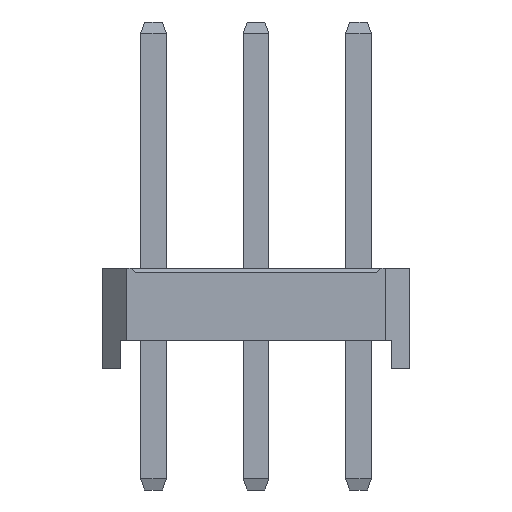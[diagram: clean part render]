
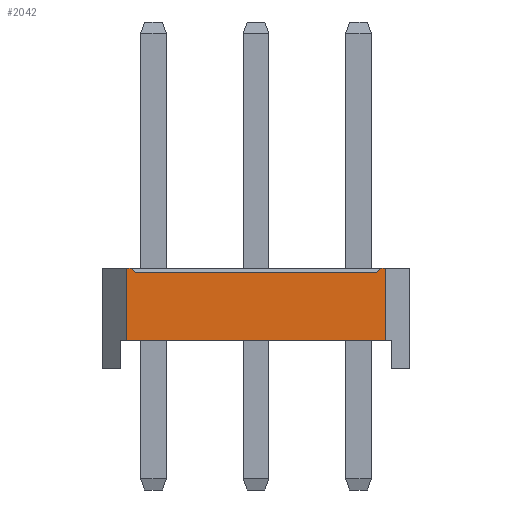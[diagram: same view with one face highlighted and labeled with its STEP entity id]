
A CAD part, left-side view. The second image highlights one B-rep face of the part: STEP entity #2042.
In plain terms, the highlighted planar face has unit normal (-1, 0, 0).
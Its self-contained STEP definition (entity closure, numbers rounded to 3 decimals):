
#2042=ADVANCED_FACE('',(#8011),#8013,.T.);
#8011=FACE_BOUND('',#8012,.T.);
#8012=EDGE_LOOP('',(#12631,#12632,#12633,#12634,#12635,#12636,#12637,#12638));
#8013=PLANE('',#8014);
#8014=AXIS2_PLACEMENT_3D('',#8015,#8016,#8017);
#8015=CARTESIAN_POINT('',(-1.27,5.75,0.));
#8016=DIRECTION('',(-1.,0.,0.));
#8017=DIRECTION('',(0.,-1.,0.));
#12631=ORIENTED_EDGE('',*,*,#15468,.F.);
#12632=ORIENTED_EDGE('',*,*,#15469,.T.);
#12633=ORIENTED_EDGE('',*,*,#15470,.F.);
#12634=ORIENTED_EDGE('',*,*,#14833,.F.);
#12635=ORIENTED_EDGE('',*,*,#15471,.F.);
#12636=ORIENTED_EDGE('',*,*,#14622,.T.);
#12637=ORIENTED_EDGE('',*,*,#15467,.T.);
#12638=ORIENTED_EDGE('',*,*,#14837,.F.);
#14622=EDGE_CURVE('',#16264,#16262,#16265,.T.);
#14833=EDGE_CURVE('',#16684,#16686,#16687,.T.);
#14837=EDGE_CURVE('',#16692,#16694,#16695,.T.);
#15467=EDGE_CURVE('',#16262,#16694,#17733,.T.);
#15468=EDGE_CURVE('',#17734,#16692,#17735,.F.);
#15469=EDGE_CURVE('',#17734,#17736,#17737,.T.);
#15470=EDGE_CURVE('',#16686,#17736,#17738,.F.);
#15471=EDGE_CURVE('',#16264,#16684,#17739,.T.);
#16262=VERTEX_POINT('',#18916);
#16264=VERTEX_POINT('',#18920);
#16265=LINE('',#18921,#18922);
#16684=VERTEX_POINT('',#19760);
#16686=VERTEX_POINT('',#19764);
#16687=LINE('',#19765,#19766);
#16692=VERTEX_POINT('',#19776);
#16694=VERTEX_POINT('',#19780);
#16695=LINE('',#19781,#19782);
#17733=LINE('',#22079,#22080);
#17734=VERTEX_POINT('',#22082);
#17735=LINE('',#22083,#22084);
#17736=VERTEX_POINT('',#22086);
#17737=LINE('',#22087,#22088);
#17738=LINE('',#22090,#22091);
#17739=LINE('',#22093,#22094);
#18916=CARTESIAN_POINT('',(-1.27,-0.67,0.7));
#18920=CARTESIAN_POINT('',(-1.27,5.75,0.7));
#18921=CARTESIAN_POINT('',(-1.27,5.75,0.7));
#18922=VECTOR('',#18923,1.);
#18923=DIRECTION('',(0.,-1.,0.));
#19760=CARTESIAN_POINT('',(-1.27,5.75,2.5));
#19764=CARTESIAN_POINT('',(-1.27,5.63,2.5));
#19765=CARTESIAN_POINT('',(-1.27,5.75,2.5));
#19766=VECTOR('',#19767,1.);
#19767=DIRECTION('',(0.,-1.,0.));
#19776=CARTESIAN_POINT('',(-1.27,-0.55,2.5));
#19780=CARTESIAN_POINT('',(-1.27,-0.67,2.5));
#19781=CARTESIAN_POINT('',(-1.27,-0.55,2.5));
#19782=VECTOR('',#19783,1.);
#19783=DIRECTION('',(0.,-1.,0.));
#22079=CARTESIAN_POINT('',(-1.27,-0.67,0.7));
#22080=VECTOR('',#22081,1.);
#22081=DIRECTION('',(0.,0.,1.));
#22082=CARTESIAN_POINT('',(-1.27,-0.45,2.4));
#22083=CARTESIAN_POINT('',(-1.27,-0.55,2.5));
#22084=VECTOR('',#22085,1.);
#22085=DIRECTION('',(0.,0.707,-0.707));
#22086=CARTESIAN_POINT('',(-1.27,5.53,2.4));
#22087=CARTESIAN_POINT('',(-1.27,-0.45,2.4));
#22088=VECTOR('',#22089,1.);
#22089=DIRECTION('',(0.,1.,0.));
#22090=CARTESIAN_POINT('',(-1.27,5.53,2.4));
#22091=VECTOR('',#22092,1.);
#22092=DIRECTION('',(0.,0.707,0.707));
#22093=CARTESIAN_POINT('',(-1.27,5.75,0.7));
#22094=VECTOR('',#22095,1.);
#22095=DIRECTION('',(0.,0.,1.));
